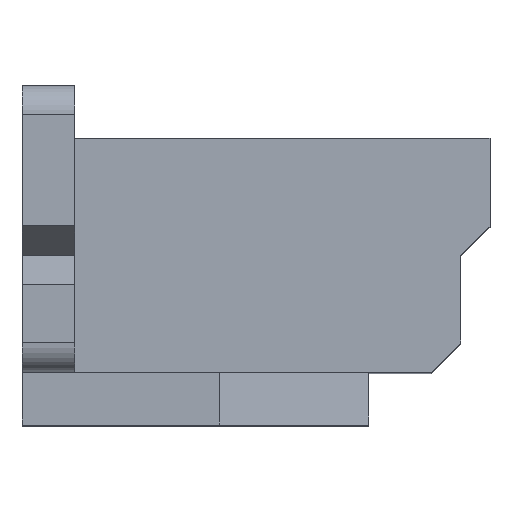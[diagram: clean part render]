
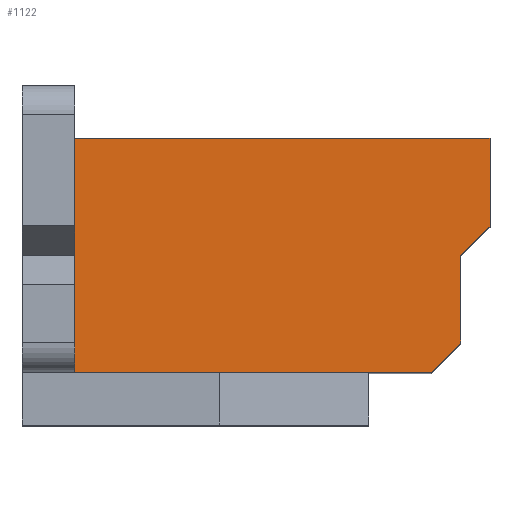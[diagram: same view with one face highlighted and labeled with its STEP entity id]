
A CAD part, top view. The second image highlights one B-rep face of the part: STEP entity #1122.
In plain terms, the highlighted planar face has unit normal (0, 0, 1).
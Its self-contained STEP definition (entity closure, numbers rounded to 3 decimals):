
#159 = CARTESIAN_POINT ( 'NONE',  ( 7., -2., 20.35 ) ) ;
#186 = EDGE_CURVE ( 'NONE', #2700, #556, #3585, .T. ) ;
#206 = CARTESIAN_POINT ( 'NONE',  ( 0.9, 2., 20.35 ) ) ;
#348 = CARTESIAN_POINT ( 'NONE',  ( 8., 0., 20.35 ) ) ;
#374 = ORIENTED_EDGE ( 'NONE', *, *, #2273, .T. ) ;
#495 = CARTESIAN_POINT ( 'NONE',  ( 0.9, 80., 20.35 ) ) ;
#501 = CARTESIAN_POINT ( 'NONE',  ( 0.9, -2., 20.35 ) ) ;
#556 = VERTEX_POINT ( 'NONE', #1904 ) ;
#701 = VECTOR ( 'NONE', #4403, 1000. ) ;
#742 = EDGE_CURVE ( 'NONE', #4294, #4907, #1770, .T. ) ;
#865 = VECTOR ( 'NONE', #2142, 1000. ) ;
#875 = LINE ( 'NONE', #501, #3732 ) ;
#886 = EDGE_CURVE ( 'NONE', #2700, #922, #4161, .T. ) ;
#889 = LINE ( 'NONE', #3053, #1967 ) ;
#922 = VERTEX_POINT ( 'NONE', #3394 ) ;
#1122 = ADVANCED_FACE ( 'NONE', ( #4481 ), #4883, .F. ) ;
#1234 = CARTESIAN_POINT ( 'NONE',  ( 7.5, -1.5, 20.35 ) ) ;
#1590 = VECTOR ( 'NONE', #3422, 1000. ) ;
#1594 = EDGE_CURVE ( 'NONE', #4248, #4907, #2175, .T. ) ;
#1629 = ORIENTED_EDGE ( 'NONE', *, *, #1594, .T. ) ;
#1770 = LINE ( 'NONE', #3682, #4451 ) ;
#1779 = CARTESIAN_POINT ( 'NONE',  ( 8., 0.5, 20.35 ) ) ;
#1904 = CARTESIAN_POINT ( 'NONE',  ( 0.9, -2., 20.35 ) ) ;
#1967 = VECTOR ( 'NONE', #3106, 1000. ) ;
#2017 = DIRECTION ( 'NONE',  ( 1., 0., 0. ) ) ;
#2023 = ORIENTED_EDGE ( 'NONE', *, *, #2804, .F. ) ;
#2142 = DIRECTION ( 'NONE',  ( 0., -1., 0. ) ) ;
#2175 = LINE ( 'NONE', #2979, #701 ) ;
#2273 = EDGE_CURVE ( 'NONE', #4294, #3071, #889, .T. ) ;
#2700 = VERTEX_POINT ( 'NONE', #206 ) ;
#2804 = EDGE_CURVE ( 'NONE', #922, #3071, #3270, .T. ) ;
#2867 = ORIENTED_EDGE ( 'NONE', *, *, #886, .F. ) ;
#2893 = CARTESIAN_POINT ( 'NONE',  ( 7.5, 0., 20.35 ) ) ;
#2979 = CARTESIAN_POINT ( 'NONE',  ( 7., -2., 20.35 ) ) ;
#3053 = CARTESIAN_POINT ( 'NONE',  ( 44.2, 36.7, 20.35 ) ) ;
#3071 = VERTEX_POINT ( 'NONE', #1779 ) ;
#3106 = DIRECTION ( 'NONE',  ( 0.707, 0.707, 0. ) ) ;
#3125 = EDGE_LOOP ( 'NONE', ( #3906, #1629, #4789, #374, #2023, #2867, #4832 ) ) ;
#3234 = DIRECTION ( 'NONE',  ( 0., -1., 0. ) ) ;
#3270 = LINE ( 'NONE', #348, #865 ) ;
#3361 = DIRECTION ( 'NONE',  ( 0., 0., -1. ) ) ;
#3394 = CARTESIAN_POINT ( 'NONE',  ( 8., 2., 20.35 ) ) ;
#3412 = AXIS2_PLACEMENT_3D ( 'NONE', #4534, #3361, #3655 ) ;
#3422 = DIRECTION ( 'NONE',  ( 1., 0., 0. ) ) ;
#3585 = LINE ( 'NONE', #495, #4840 ) ;
#3655 = DIRECTION ( 'NONE',  ( -1., 0., 0. ) ) ;
#3682 = CARTESIAN_POINT ( 'NONE',  ( 7.5, -2., 20.35 ) ) ;
#3732 = VECTOR ( 'NONE', #2017, 1000. ) ;
#3811 = CARTESIAN_POINT ( 'NONE',  ( 0.9, 2., 20.35 ) ) ;
#3906 = ORIENTED_EDGE ( 'NONE', *, *, #4297, .T. ) ;
#4085 = DIRECTION ( 'NONE',  ( 0., -1., 0. ) ) ;
#4161 = LINE ( 'NONE', #3811, #1590 ) ;
#4248 = VERTEX_POINT ( 'NONE', #159 ) ;
#4294 = VERTEX_POINT ( 'NONE', #2893 ) ;
#4297 = EDGE_CURVE ( 'NONE', #556, #4248, #875, .T. ) ;
#4403 = DIRECTION ( 'NONE',  ( 0.707, 0.707, 0. ) ) ;
#4451 = VECTOR ( 'NONE', #4085, 1000. ) ;
#4481 = FACE_OUTER_BOUND ( 'NONE', #3125, .T. ) ;
#4534 = CARTESIAN_POINT ( 'NONE',  ( 0.9, 80., 20.35 ) ) ;
#4789 = ORIENTED_EDGE ( 'NONE', *, *, #742, .F. ) ;
#4832 = ORIENTED_EDGE ( 'NONE', *, *, #186, .T. ) ;
#4840 = VECTOR ( 'NONE', #3234, 1000. ) ;
#4883 = PLANE ( 'NONE',  #3412 ) ;
#4907 = VERTEX_POINT ( 'NONE', #1234 ) ;
